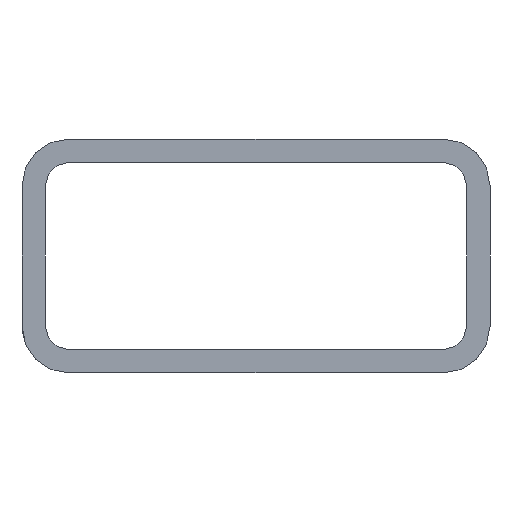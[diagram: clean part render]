
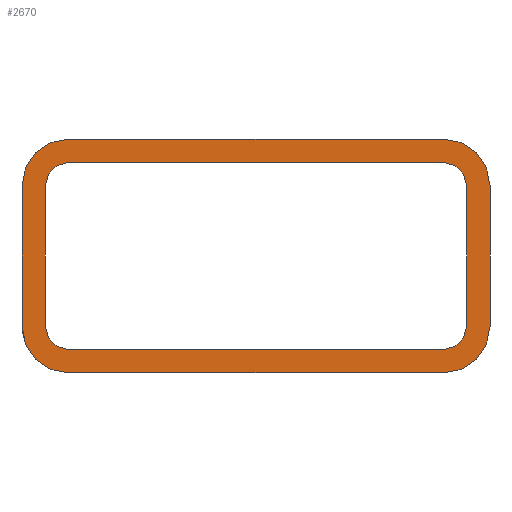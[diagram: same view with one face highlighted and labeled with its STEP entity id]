
A CAD part, front view. The second image highlights one B-rep face of the part: STEP entity #2670.
In plain terms, the highlighted planar face has unit normal (0, -1, 0).
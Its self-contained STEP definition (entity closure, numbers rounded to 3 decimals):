
#48 = PLANE ( 'NONE',  #1039 ) ;
#100 = FACE_OUTER_BOUND ( 'NONE', #5570, .T. ) ;
#386 = ORIENTED_EDGE ( 'NONE', *, *, #697, .F. ) ;
#399 = DIRECTION ( 'NONE',  ( 0., 0., -1. ) ) ;
#420 = AXIS2_PLACEMENT_3D ( 'NONE', #3607, #8713, #399 ) ;
#427 = CARTESIAN_POINT ( 'NONE',  ( -76., -3250., -34.25 ) ) ;
#538 = LINE ( 'NONE', #8798, #6769 ) ;
#547 = ORIENTED_EDGE ( 'NONE', *, *, #1004, .T. ) ;
#592 = CIRCLE ( 'NONE', #420, 3. ) ;
#620 = EDGE_CURVE ( 'NONE', #8874, #9131, #5481, .T. ) ;
#697 = EDGE_CURVE ( 'NONE', #6876, #10279, #6871, .T. ) ;
#823 = ORIENTED_EDGE ( 'NONE', *, *, #4001, .T. ) ;
#858 = CARTESIAN_POINT ( 'NONE',  ( -70., -3250., -34.25 ) ) ;
#896 = EDGE_LOOP ( 'NONE', ( #9610, #7957, #10695, #10516, #386, #3465, #1928, #2470 ) ) ;
#915 = LINE ( 'NONE', #858, #7999 ) ;
#1004 = EDGE_CURVE ( 'NONE', #10520, #5198, #1499, .T. ) ;
#1039 = AXIS2_PLACEMENT_3D ( 'NONE', #3357, #9165, #1727 ) ;
#1066 = VECTOR ( 'NONE', #8458, 1000. ) ;
#1146 = AXIS2_PLACEMENT_3D ( 'NONE', #6906, #8473, #9303 ) ;
#1237 = VECTOR ( 'NONE', #6414, 1000. ) ;
#1300 = EDGE_CURVE ( 'NONE', #6044, #3079, #1335, .T. ) ;
#1304 = VECTOR ( 'NONE', #9089, 1000. ) ;
#1335 = CIRCLE ( 'NONE', #7408, 3. ) ;
#1489 = LINE ( 'NONE', #9968, #1304 ) ;
#1499 = CIRCLE ( 'NONE', #5488, 6. ) ;
#1501 = DIRECTION ( 'NONE',  ( 0., 0., -1. ) ) ;
#1536 = CARTESIAN_POINT ( 'NONE',  ( -130., -3250., -34.25 ) ) ;
#1546 = DIRECTION ( 'NONE',  ( 0., -1., 0. ) ) ;
#1552 = EDGE_CURVE ( 'NONE', #4800, #8840, #592, .T. ) ;
#1583 = CARTESIAN_POINT ( 'NONE',  ( -70., -3250., -16.25 ) ) ;
#1677 = VERTEX_POINT ( 'NONE', #1536 ) ;
#1727 = DIRECTION ( 'NONE',  ( 0., 0., -1. ) ) ;
#1796 = ORIENTED_EDGE ( 'NONE', *, *, #3625, .T. ) ;
#1847 = DIRECTION ( 'NONE',  ( -1., 0., 0. ) ) ;
#1896 = CARTESIAN_POINT ( 'NONE',  ( -124., -3250., -13.25 ) ) ;
#1928 = ORIENTED_EDGE ( 'NONE', *, *, #1300, .F. ) ;
#1937 = VERTEX_POINT ( 'NONE', #6036 ) ;
#2167 = DIRECTION ( 'NONE',  ( 0., -1., 0. ) ) ;
#2190 = AXIS2_PLACEMENT_3D ( 'NONE', #7070, #7770, #9412 ) ;
#2470 = ORIENTED_EDGE ( 'NONE', *, *, #2946, .F. ) ;
#2623 = VECTOR ( 'NONE', #1847, 1000. ) ;
#2670 = ADVANCED_FACE ( 'NONE', ( #7484, #100 ), #48, .T. ) ;
#2842 = CARTESIAN_POINT ( 'NONE',  ( -73., -3250., -34.25 ) ) ;
#2928 = CARTESIAN_POINT ( 'NONE',  ( -124., -3250., -37.25 ) ) ;
#2946 = EDGE_CURVE ( 'NONE', #8840, #6044, #6998, .T. ) ;
#3079 = VERTEX_POINT ( 'NONE', #2928 ) ;
#3116 = DIRECTION ( 'NONE',  ( 0., 0., -1. ) ) ;
#3144 = CIRCLE ( 'NONE', #10262, 6. ) ;
#3357 = CARTESIAN_POINT ( 'NONE',  ( -124., -3250., -16.25 ) ) ;
#3465 = ORIENTED_EDGE ( 'NONE', *, *, #4878, .F. ) ;
#3607 = CARTESIAN_POINT ( 'NONE',  ( -124., -3250., -16.25 ) ) ;
#3625 = EDGE_CURVE ( 'NONE', #1677, #9720, #3144, .T. ) ;
#3731 = CARTESIAN_POINT ( 'NONE',  ( -76., -3250., -37.25 ) ) ;
#3763 = CARTESIAN_POINT ( 'NONE',  ( -127., -3250., -16.25 ) ) ;
#3847 = ORIENTED_EDGE ( 'NONE', *, *, #6543, .T. ) ;
#3856 = VECTOR ( 'NONE', #8164, 1000. ) ;
#3885 = CARTESIAN_POINT ( 'NONE',  ( -124., -3250., -34.25 ) ) ;
#3982 = CARTESIAN_POINT ( 'NONE',  ( -124., -3250., -13.25 ) ) ;
#4001 = EDGE_CURVE ( 'NONE', #6033, #10520, #915, .T. ) ;
#4081 = LINE ( 'NONE', #7393, #1237 ) ;
#4233 = DIRECTION ( 'NONE',  ( 0., -1., 0. ) ) ;
#4800 = VERTEX_POINT ( 'NONE', #3982 ) ;
#4804 = DIRECTION ( 'NONE',  ( 0., 0., -1. ) ) ;
#4878 = EDGE_CURVE ( 'NONE', #3079, #6876, #4903, .T. ) ;
#4903 = LINE ( 'NONE', #8986, #3856 ) ;
#5004 = CARTESIAN_POINT ( 'NONE',  ( -124., -3250., -40.25 ) ) ;
#5184 = ORIENTED_EDGE ( 'NONE', *, *, #9170, .T. ) ;
#5198 = VERTEX_POINT ( 'NONE', #8152 ) ;
#5367 = DIRECTION ( 'NONE',  ( 0., 0., -1. ) ) ;
#5481 = CIRCLE ( 'NONE', #1146, 3. ) ;
#5488 = AXIS2_PLACEMENT_3D ( 'NONE', #6686, #4233, #7548 ) ;
#5570 = EDGE_LOOP ( 'NONE', ( #8074, #10583, #1796, #10737, #3847, #823, #547, #5184 ) ) ;
#5861 = EDGE_CURVE ( 'NONE', #7868, #5864, #10300, .T. ) ;
#5864 = VERTEX_POINT ( 'NONE', #7202 ) ;
#5961 = CARTESIAN_POINT ( 'NONE',  ( -124., -3250., -10.25 ) ) ;
#5970 = LINE ( 'NONE', #1896, #2623 ) ;
#6033 = VERTEX_POINT ( 'NONE', #8440 ) ;
#6036 = CARTESIAN_POINT ( 'NONE',  ( -76., -3250., -40.25 ) ) ;
#6044 = VERTEX_POINT ( 'NONE', #10191 ) ;
#6245 = CARTESIAN_POINT ( 'NONE',  ( -76., -3250., -13.25 ) ) ;
#6414 = DIRECTION ( 'NONE',  ( 0., 0., -1. ) ) ;
#6538 = DIRECTION ( 'NONE',  ( 0., 0., 1. ) ) ;
#6543 = EDGE_CURVE ( 'NONE', #1937, #6033, #9630, .T. ) ;
#6686 = CARTESIAN_POINT ( 'NONE',  ( -76., -3250., -16.25 ) ) ;
#6769 = VECTOR ( 'NONE', #9403, 1000. ) ;
#6871 = CIRCLE ( 'NONE', #2190, 3. ) ;
#6876 = VERTEX_POINT ( 'NONE', #3731 ) ;
#6893 = CARTESIAN_POINT ( 'NONE',  ( -127., -3250., -34.25 ) ) ;
#6906 = CARTESIAN_POINT ( 'NONE',  ( -76., -3250., -16.25 ) ) ;
#6998 = LINE ( 'NONE', #6893, #1066 ) ;
#7070 = CARTESIAN_POINT ( 'NONE',  ( -76., -3250., -34.25 ) ) ;
#7202 = CARTESIAN_POINT ( 'NONE',  ( -130., -3250., -16.25 ) ) ;
#7393 = CARTESIAN_POINT ( 'NONE',  ( -130., -3250., -16.25 ) ) ;
#7406 = EDGE_CURVE ( 'NONE', #10279, #8874, #9904, .T. ) ;
#7408 = AXIS2_PLACEMENT_3D ( 'NONE', #3885, #1546, #1501 ) ;
#7413 = DIRECTION ( 'NONE',  ( 0., -1., 0. ) ) ;
#7435 = DIRECTION ( 'NONE',  ( 0., 0., 1. ) ) ;
#7484 = FACE_BOUND ( 'NONE', #896, .T. ) ;
#7548 = DIRECTION ( 'NONE',  ( 0., 0., -1. ) ) ;
#7770 = DIRECTION ( 'NONE',  ( 0., -1., 0. ) ) ;
#7868 = VERTEX_POINT ( 'NONE', #5961 ) ;
#7957 = ORIENTED_EDGE ( 'NONE', *, *, #10047, .F. ) ;
#7999 = VECTOR ( 'NONE', #7435, 1000. ) ;
#8074 = ORIENTED_EDGE ( 'NONE', *, *, #5861, .T. ) ;
#8152 = CARTESIAN_POINT ( 'NONE',  ( -76., -3250., -10.25 ) ) ;
#8164 = DIRECTION ( 'NONE',  ( 1., 0., 0. ) ) ;
#8440 = CARTESIAN_POINT ( 'NONE',  ( -70., -3250., -34.25 ) ) ;
#8458 = DIRECTION ( 'NONE',  ( 0., 0., -1. ) ) ;
#8473 = DIRECTION ( 'NONE',  ( 0., -1., 0. ) ) ;
#8499 = EDGE_CURVE ( 'NONE', #9720, #1937, #1489, .T. ) ;
#8713 = DIRECTION ( 'NONE',  ( 0., -1., 0. ) ) ;
#8798 = CARTESIAN_POINT ( 'NONE',  ( -124., -3250., -10.25 ) ) ;
#8828 = DIRECTION ( 'NONE',  ( 0., -1., 0. ) ) ;
#8840 = VERTEX_POINT ( 'NONE', #3763 ) ;
#8872 = EDGE_CURVE ( 'NONE', #5864, #1677, #4081, .T. ) ;
#8874 = VERTEX_POINT ( 'NONE', #9078 ) ;
#8986 = CARTESIAN_POINT ( 'NONE',  ( -76., -3250., -37.25 ) ) ;
#9078 = CARTESIAN_POINT ( 'NONE',  ( -73., -3250., -16.25 ) ) ;
#9089 = DIRECTION ( 'NONE',  ( 1., 0., 0. ) ) ;
#9131 = VERTEX_POINT ( 'NONE', #6245 ) ;
#9165 = DIRECTION ( 'NONE',  ( 0., -1., 0. ) ) ;
#9170 = EDGE_CURVE ( 'NONE', #5198, #7868, #538, .T. ) ;
#9261 = AXIS2_PLACEMENT_3D ( 'NONE', #10567, #8828, #4804 ) ;
#9303 = DIRECTION ( 'NONE',  ( 0., 0., -1. ) ) ;
#9403 = DIRECTION ( 'NONE',  ( -1., 0., 0. ) ) ;
#9412 = DIRECTION ( 'NONE',  ( 0., 0., -1. ) ) ;
#9610 = ORIENTED_EDGE ( 'NONE', *, *, #1552, .F. ) ;
#9630 = CIRCLE ( 'NONE', #10319, 6. ) ;
#9720 = VERTEX_POINT ( 'NONE', #5004 ) ;
#9815 = VECTOR ( 'NONE', #6538, 1000. ) ;
#9904 = LINE ( 'NONE', #10724, #9815 ) ;
#9968 = CARTESIAN_POINT ( 'NONE',  ( -124., -3250., -40.25 ) ) ;
#10047 = EDGE_CURVE ( 'NONE', #9131, #4800, #5970, .T. ) ;
#10191 = CARTESIAN_POINT ( 'NONE',  ( -127., -3250., -34.25 ) ) ;
#10262 = AXIS2_PLACEMENT_3D ( 'NONE', #10562, #7413, #3116 ) ;
#10279 = VERTEX_POINT ( 'NONE', #2842 ) ;
#10300 = CIRCLE ( 'NONE', #9261, 6. ) ;
#10319 = AXIS2_PLACEMENT_3D ( 'NONE', #427, #2167, #5367 ) ;
#10516 = ORIENTED_EDGE ( 'NONE', *, *, #7406, .F. ) ;
#10520 = VERTEX_POINT ( 'NONE', #1583 ) ;
#10562 = CARTESIAN_POINT ( 'NONE',  ( -124., -3250., -34.25 ) ) ;
#10567 = CARTESIAN_POINT ( 'NONE',  ( -124., -3250., -16.25 ) ) ;
#10583 = ORIENTED_EDGE ( 'NONE', *, *, #8872, .T. ) ;
#10695 = ORIENTED_EDGE ( 'NONE', *, *, #620, .F. ) ;
#10724 = CARTESIAN_POINT ( 'NONE',  ( -73., -3250., -16.25 ) ) ;
#10737 = ORIENTED_EDGE ( 'NONE', *, *, #8499, .T. ) ;
